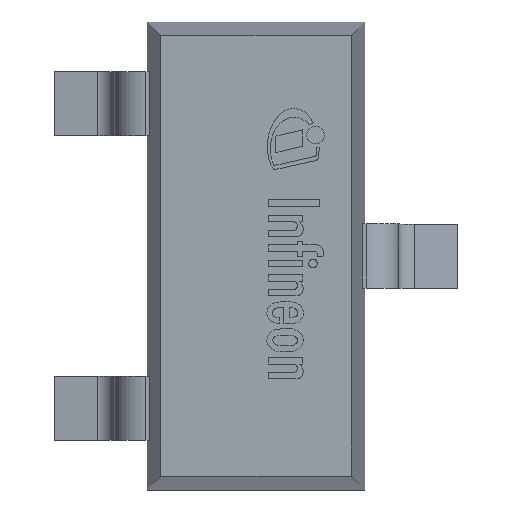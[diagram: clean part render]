
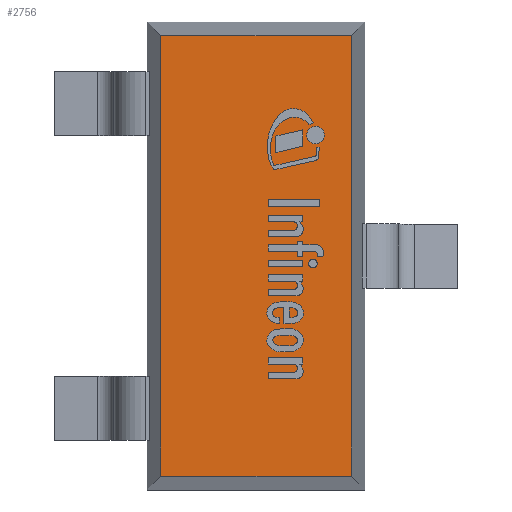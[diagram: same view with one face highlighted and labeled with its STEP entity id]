
A CAD part, top view. The second image highlights one B-rep face of the part: STEP entity #2756.
In plain terms, the highlighted planar face has unit normal (0, 0, 1).
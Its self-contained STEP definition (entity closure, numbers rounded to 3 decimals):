
#160=FACE_OUTER_BOUND('',#327,.T.);
#327=EDGE_LOOP('',(#1837,#1838,#1839,#1840));
#496=LINE('',#3821,#827);
#500=LINE('',#3828,#831);
#503=LINE('',#3834,#834);
#505=LINE('',#3837,#836);
#827=VECTOR('',#3124,1000.);
#831=VECTOR('',#3130,1000.);
#834=VECTOR('',#3135,1000.);
#836=VECTOR('',#3139,1000.);
#1158=VERTEX_POINT('',#3818);
#1159=VERTEX_POINT('',#3820);
#1161=VERTEX_POINT('',#3826);
#1163=VERTEX_POINT('',#3832);
#1424=EDGE_CURVE('',#1159,#1158,#496,.T.);
#1428=EDGE_CURVE('',#1158,#1161,#500,.T.);
#1431=EDGE_CURVE('',#1161,#1163,#503,.T.);
#1433=EDGE_CURVE('',#1163,#1159,#505,.T.);
#1837=ORIENTED_EDGE('',*,*,#1424,.T.);
#1838=ORIENTED_EDGE('',*,*,#1428,.T.);
#1839=ORIENTED_EDGE('',*,*,#1431,.T.);
#1840=ORIENTED_EDGE('',*,*,#1433,.T.);
#2623=PLANE('',#2941);
#2756=ADVANCED_FACE('',(#160),#2623,.T.);
#2941=AXIS2_PLACEMENT_3D('',#3838,#3140,#3141);
#3124=DIRECTION('',(1.,0.,0.));
#3130=DIRECTION('',(0.,1.,0.));
#3135=DIRECTION('',(-1.,0.,0.));
#3139=DIRECTION('',(0.,-1.,0.));
#3140=DIRECTION('center_axis',(0.,0.,1.));
#3141=DIRECTION('ref_axis',(0.,-1.,0.));
#3818=CARTESIAN_POINT('',(0.594,-1.374,1.12));
#3820=CARTESIAN_POINT('',(-0.594,-1.374,1.12));
#3821=CARTESIAN_POINT('',(0.68,-1.374,1.12));
#3826=CARTESIAN_POINT('',(0.594,1.374,1.12));
#3828=CARTESIAN_POINT('',(0.594,1.46,1.12));
#3832=CARTESIAN_POINT('',(-0.594,1.374,1.12));
#3834=CARTESIAN_POINT('',(0.68,1.374,1.12));
#3837=CARTESIAN_POINT('',(-0.594,1.46,1.12));
#3838=CARTESIAN_POINT('Origin',(0.,0.,1.12));
